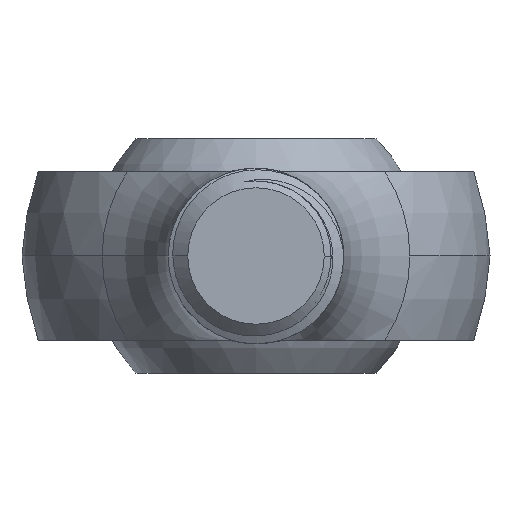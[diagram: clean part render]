
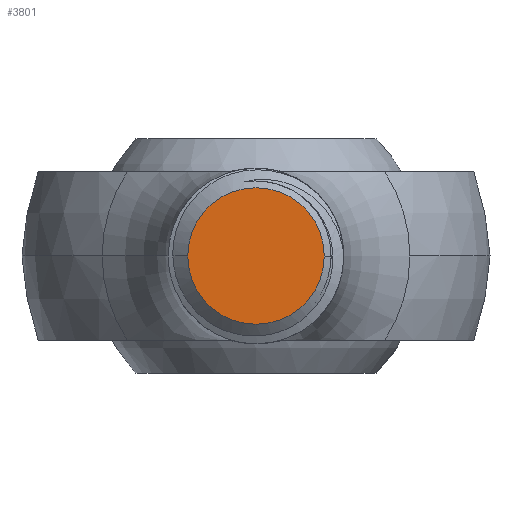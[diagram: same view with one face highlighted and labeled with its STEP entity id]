
A CAD part, front view. The second image highlights one B-rep face of the part: STEP entity #3801.
In plain terms, the highlighted planar face has unit normal (0, -1, 0).
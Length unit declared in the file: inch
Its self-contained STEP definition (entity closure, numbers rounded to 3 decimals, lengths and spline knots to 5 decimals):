
#27 = ORIENTED_EDGE ( 'NONE', *, *, #4298, .T. ) ;
#410 = ORIENTED_EDGE ( 'NONE', *, *, #5458, .T. ) ;
#763 = AXIS2_PLACEMENT_3D ( 'NONE', #4559, #1595, #5119 ) ;
#1065 = DIRECTION ( 'NONE',  ( -1., 0., 0. ) ) ;
#1406 = AXIS2_PLACEMENT_3D ( 'NONE', #3699, #6068, #4350 ) ;
#1595 = DIRECTION ( 'NONE',  ( 0., -1., 0. ) ) ;
#2800 = CIRCLE ( 'NONE', #763, 0.1458 ) ;
#3407 = CARTESIAN_POINT ( 'NONE',  ( 0., -1.25, 0. ) ) ;
#3548 = CIRCLE ( 'NONE', #5349, 0.1458 ) ;
#3699 = CARTESIAN_POINT ( 'NONE',  ( 0., -1.25, 0. ) ) ;
#3801 = ADVANCED_FACE ( 'NONE', ( #5440 ), #6120, .F. ) ;
#4298 = EDGE_CURVE ( 'NONE', #5426, #5034, #2800, .T. ) ;
#4350 = DIRECTION ( 'NONE',  ( -1., 0., 0. ) ) ;
#4559 = CARTESIAN_POINT ( 'NONE',  ( 0., -1.25, 0. ) ) ;
#5034 = VERTEX_POINT ( 'NONE', #5602 ) ;
#5119 = DIRECTION ( 'NONE',  ( -1., 0., 0. ) ) ;
#5147 = DIRECTION ( 'NONE',  ( 0., -1., 0. ) ) ;
#5198 = CARTESIAN_POINT ( 'NONE',  ( -0.1458, -1.25, 0. ) ) ;
#5349 = AXIS2_PLACEMENT_3D ( 'NONE', #3407, #5147, #1065 ) ;
#5426 = VERTEX_POINT ( 'NONE', #5198 ) ;
#5440 = FACE_OUTER_BOUND ( 'NONE', #6324, .T. ) ;
#5458 = EDGE_CURVE ( 'NONE', #5034, #5426, #3548, .T. ) ;
#5602 = CARTESIAN_POINT ( 'NONE',  ( 0.1458, -1.25, 0. ) ) ;
#6068 = DIRECTION ( 'NONE',  ( 0., 1., 0. ) ) ;
#6120 = PLANE ( 'NONE',  #1406 ) ;
#6324 = EDGE_LOOP ( 'NONE', ( #27, #410 ) ) ;
